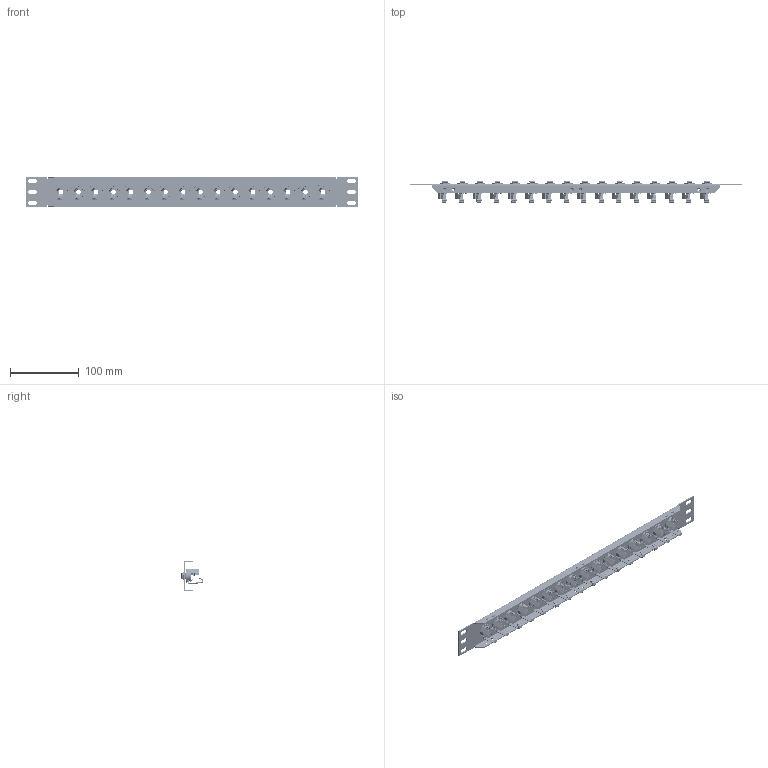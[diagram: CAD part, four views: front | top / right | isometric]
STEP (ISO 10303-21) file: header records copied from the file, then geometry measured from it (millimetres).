
FILE_DESCRIPTION (( 'STEP AP203' ), '1' );
FILE_NAME ('PR1751-4AV-16.STEP', '2010-09-28T15:16:00', ( 'x' ), ( 'Microsoft' ), 'SwSTEP 2.0', 'SolidWorks 2010', '' );
FILE_SCHEMA (( 'CONFIG_CONTROL_DESIGN' ));
Length unit declared in the file: inch
Products named in the file (12): 1AP04-005; 3AA03-016; 1AA13-048; PR1751-4AV-16; 3AB13-013; 3AB13-012; 3AB13-011; 3AB13-010; 1AJ03-003; 1AJ04-002; 3AA09-007; 3AA09-006
Assembly tree (28 placements, depth 3):
  PR1751-4AV-16
    1AA13-048  x16
      3AA09-007
      1AJ03-003
      3AA09-006
      1AJ04-002
      3AA03-016
      3AB13-011
      3AB13-012
      3AB13-013
      3AB13-010
    1AP04-005
Bounding box: 482.6 x 31.78 x 43.94 mm (x, y, z)
Volume: 73750.8 mm3; surface area: 158632.3 mm2
Topology: 177 solids, 177 shells, 6196 faces, 15389 edges, 9510 vertices
Faces by surface type: cylinder 2776, plane 1790, cone 1432, bspline 198
Entity records: 41333 total; most frequent: CARTESIAN_POINT 18943, ORIENTED_EDGE 4558, DIRECTION 3719, EDGE_CURVE 2279, VERTEX_POINT 1460, VECTOR 1379, LINE 1379, AXIS2_PLACEMENT_3D 1170
